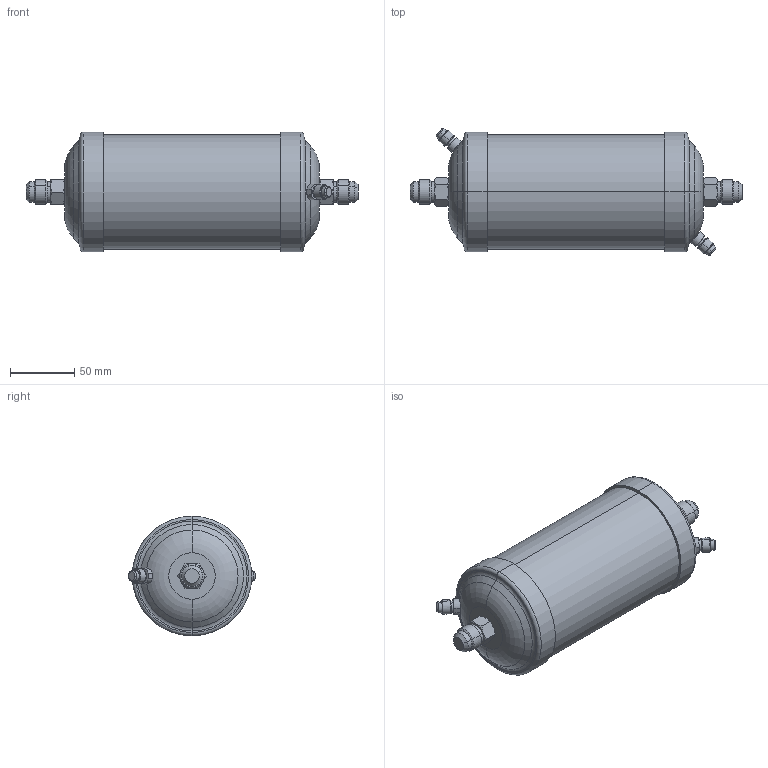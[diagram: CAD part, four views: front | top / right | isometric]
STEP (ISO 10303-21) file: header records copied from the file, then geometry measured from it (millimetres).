
FILE_DESCRIPTION (( 'STEP AP203' ), '1' );
FILE_NAME ('023Z1068R - DAS 414VV.STEP', '2023-06-12T05:25:33', ( '' ), ( '' ), 'SwSTEP 2.0', 'SolidWorks 2020', '' );
FILE_SCHEMA (( 'CONFIG_CONTROL_DESIGN' ));
Length unit declared in the file: millimetre
Products named in the file (1): 023Z1068R - DAS 414VV
Bounding box: 258 x 98.87 x 92.9 mm (x, y, z)
Volume: 1206679.4 mm3; surface area: 69811 mm2
Topology: 1 solids, 1 shells, 144 faces, 306 edges, 184 vertices
Faces by surface type: cone 52, cylinder 40, plane 40, torus 12
Entity records: 4265 total; most frequent: CARTESIAN_POINT 1067, DIRECTION 698, ORIENTED_EDGE 612, EDGE_CURVE 306, AXIS2_PLACEMENT_3D 303, VERTEX_POINT 184, EDGE_LOOP 164, CIRCLE 158
